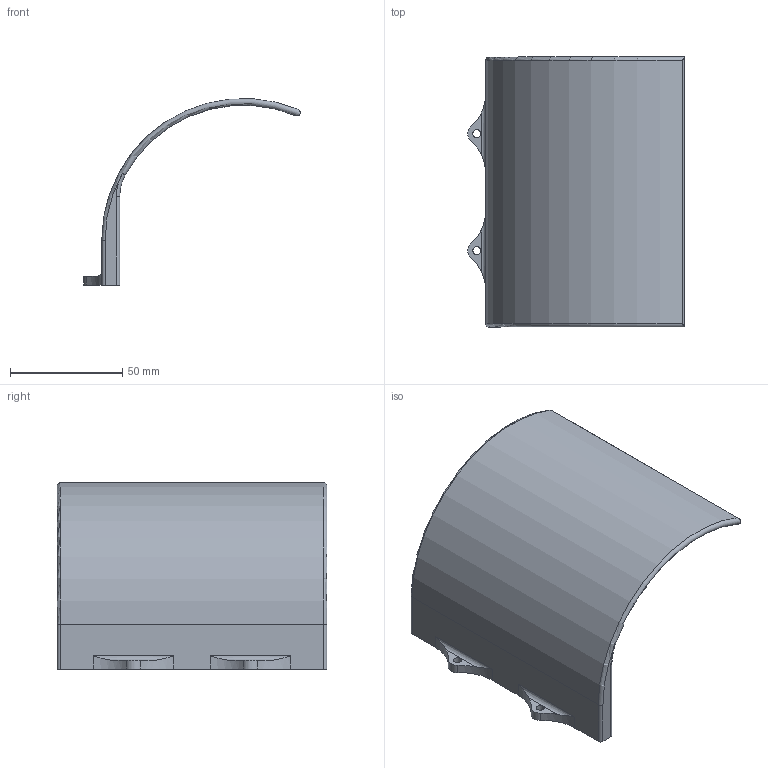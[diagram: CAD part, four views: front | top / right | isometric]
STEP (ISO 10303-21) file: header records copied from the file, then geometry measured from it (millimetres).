
FILE_DESCRIPTION(/* description */ (''),/* implementation_level */ '2;1');
FILE_NAME(/* name */ 'tunel.viento.stp',/* time_stamp */ '2015-09-21T10:41:34+02:00',/* author */ ('Startic'),/* organization */ (''),/* preprocessor_version */ 'ST-DEVELOPER v16.1',/* originating_system */ 'Autodesk Inventor LT ',/* authorisation */ '');
FILE_SCHEMA (('AUTOMOTIVE_DESIGN { 1 0 10303 214 3 1 1 }'));
Length unit declared in the file: millimetre
Products named in the file (1): tunel.viento
Bounding box: 96.28 x 120 x 82.87 mm (x, y, z)
Volume: 73648.9 mm3; surface area: 36592.1 mm2
Topology: 1 solids, 1 shells, 29 faces, 77 edges, 50 vertices
Faces by surface type: cylinder 18, plane 7, torus 4
Full cylindrical faces by diameter (mm): 3.5 x2
Entity records: 997 total; most frequent: CARTESIAN_POINT 231, DIRECTION 163, ORIENTED_EDGE 150, EDGE_CURVE 75, AXIS2_PLACEMENT_3D 66, VERTEX_POINT 50, CIRCLE 36, EDGE_LOOP 35
